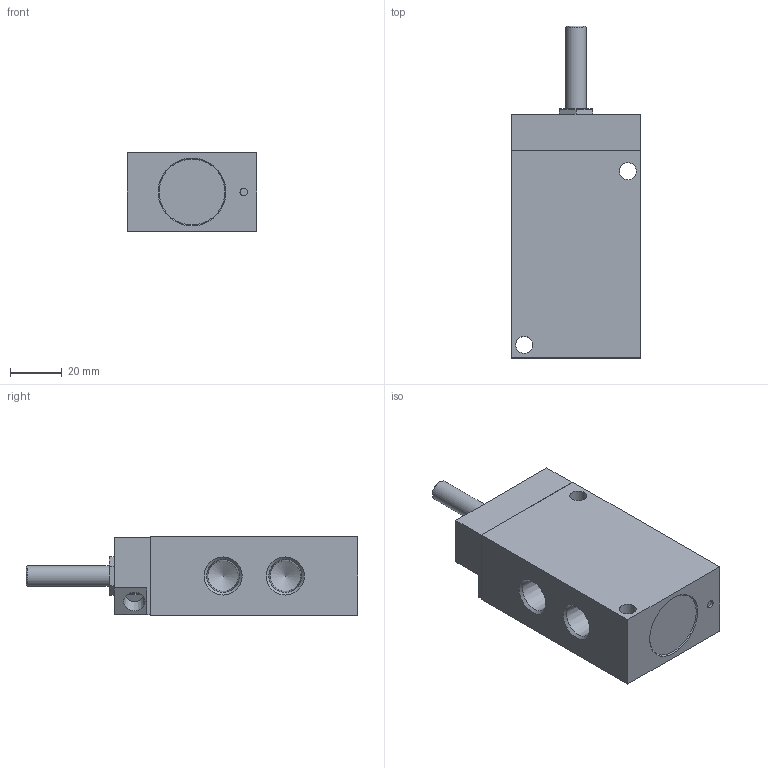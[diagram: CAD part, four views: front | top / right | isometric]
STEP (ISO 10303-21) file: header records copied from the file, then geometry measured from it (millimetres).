
FILE_DESCRIPTION(/* description */ ('STEP AP214'),/* implementation_level */ '2;1');
FILE_NAME(/* name */ '9976_MFH-5-1_4-NPT',/* time_stamp */ '2024-09-05T10:14:55+02:00',/* author */ ('License CC BY-ND 4.0'),/* organization */ ('CADENAS'),/* preprocessor_version */ 'ST-DEVELOPER v19.3',/* originating_system */ 'PARTsolutions',/* authorisation */ ' ');
FILE_SCHEMA (('AUTOMOTIVE_DESIGN {1 0 10303 214 3 1 1}'));
Length unit declared in the file: millimetre
Products named in the file (1): 9976 MFH-5-1/4-NPT
Bounding box: 50 x 128 x 30.4 mm (x, y, z)
Volume: 130066.9 mm3; surface area: 23903.2 mm2
Topology: 1 solids, 1 shells, 135 faces, 329 edges, 209 vertices
Faces by surface type: plane 60, cone 38, cylinder 35, torus 2
Full cylindrical faces by diameter (mm): 3 x1, 4.134 x1, 6.5 x2, 7 x3, 7.1 x1, 7.8 x2, 8 x1
Entity records: 3815 total; most frequent: CARTESIAN_POINT 855, DIRECTION 575, ORIENTED_EDGE 572, EDGE_CURVE 286, AXIS2_PLACEMENT_3D 225, VERTEX_POINT 205, FACE_BOUND 191, EDGE_LOOP 185
